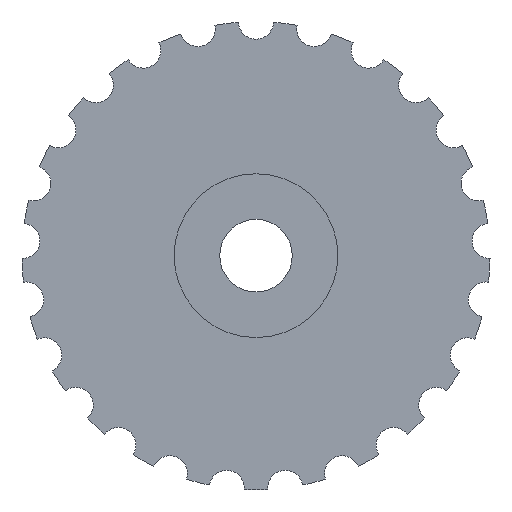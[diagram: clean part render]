
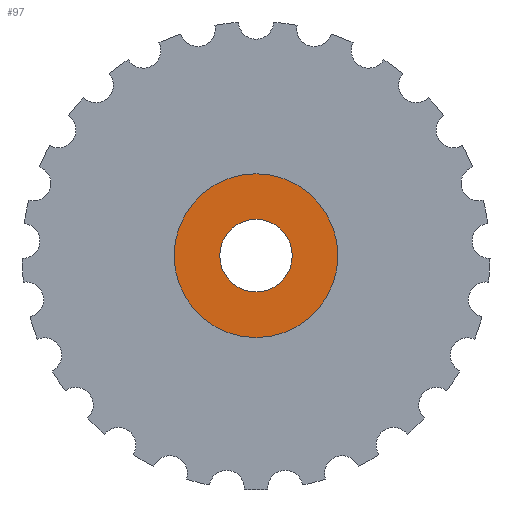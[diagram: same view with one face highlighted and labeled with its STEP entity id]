
A CAD part, front view. The second image highlights one B-rep face of the part: STEP entity #97.
In plain terms, the highlighted planar face has unit normal (0, -1, 0).
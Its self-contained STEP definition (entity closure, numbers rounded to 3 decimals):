
#97 = ADVANCED_FACE ( 'NONE', ( #1566, #2356 ), #806, .T. ) ;
#160 = CARTESIAN_POINT ( 'NONE',  ( 0., 2., 0. ) ) ;
#321 = ORIENTED_EDGE ( 'NONE', *, *, #586, .T. ) ;
#324 = DIRECTION ( 'NONE',  ( 0., -1., 0. ) ) ;
#326 = ORIENTED_EDGE ( 'NONE', *, *, #2240, .T. ) ;
#374 = CIRCLE ( 'NONE', #2221, 3.5 ) ;
#402 = CARTESIAN_POINT ( 'NONE',  ( 0., 2., 3.5 ) ) ;
#432 = DIRECTION ( 'NONE',  ( 0., 0., -1. ) ) ;
#436 = CIRCLE ( 'NONE', #2413, 1.55 ) ;
#558 = DIRECTION ( 'NONE',  ( 0., 0., -1. ) ) ;
#575 = AXIS2_PLACEMENT_3D ( 'NONE', #2150, #1997, #432 ) ;
#586 = EDGE_CURVE ( 'NONE', #1990, #1647, #2385, .T. ) ;
#682 = EDGE_CURVE ( 'NONE', #924, #2371, #1565, .T. ) ;
#693 = DIRECTION ( 'NONE',  ( 0., 0., -1. ) ) ;
#760 = CARTESIAN_POINT ( 'NONE',  ( 0., 2., 0. ) ) ;
#797 = EDGE_LOOP ( 'NONE', ( #321, #1330 ) ) ;
#806 = PLANE ( 'NONE',  #575 ) ;
#852 = ORIENTED_EDGE ( 'NONE', *, *, #682, .T. ) ;
#924 = VERTEX_POINT ( 'NONE', #1906 ) ;
#982 = AXIS2_PLACEMENT_3D ( 'NONE', #1669, #324, #693 ) ;
#1249 = CARTESIAN_POINT ( 'NONE',  ( 0., 2., -3.5 ) ) ;
#1330 = ORIENTED_EDGE ( 'NONE', *, *, #1458, .T. ) ;
#1458 = EDGE_CURVE ( 'NONE', #1647, #1990, #374, .T. ) ;
#1518 = AXIS2_PLACEMENT_3D ( 'NONE', #1531, #2322, #558 ) ;
#1531 = CARTESIAN_POINT ( 'NONE',  ( 0., 2., 0. ) ) ;
#1565 = CIRCLE ( 'NONE', #1518, 1.55 ) ;
#1566 = FACE_OUTER_BOUND ( 'NONE', #797, .T. ) ;
#1647 = VERTEX_POINT ( 'NONE', #402 ) ;
#1669 = CARTESIAN_POINT ( 'NONE',  ( 0., 2., 0. ) ) ;
#1906 = CARTESIAN_POINT ( 'NONE',  ( 0., 2., 1.55 ) ) ;
#1941 = DIRECTION ( 'NONE',  ( 0., -1., 0. ) ) ;
#1958 = CARTESIAN_POINT ( 'NONE',  ( 0., 2., -1.55 ) ) ;
#1973 = DIRECTION ( 'NONE',  ( 0., 1., 0. ) ) ;
#1990 = VERTEX_POINT ( 'NONE', #1249 ) ;
#1997 = DIRECTION ( 'NONE',  ( 0., -1., 0. ) ) ;
#2150 = CARTESIAN_POINT ( 'NONE',  ( 0., 2., 0. ) ) ;
#2221 = AXIS2_PLACEMENT_3D ( 'NONE', #760, #1941, #2334 ) ;
#2240 = EDGE_CURVE ( 'NONE', #2371, #924, #436, .T. ) ;
#2322 = DIRECTION ( 'NONE',  ( 0., 1., 0. ) ) ;
#2334 = DIRECTION ( 'NONE',  ( 0., 0., -1. ) ) ;
#2339 = DIRECTION ( 'NONE',  ( 0., 0., -1. ) ) ;
#2356 = FACE_BOUND ( 'NONE', #2435, .T. ) ;
#2371 = VERTEX_POINT ( 'NONE', #1958 ) ;
#2385 = CIRCLE ( 'NONE', #982, 3.5 ) ;
#2413 = AXIS2_PLACEMENT_3D ( 'NONE', #160, #1973, #2339 ) ;
#2435 = EDGE_LOOP ( 'NONE', ( #326, #852 ) ) ;
